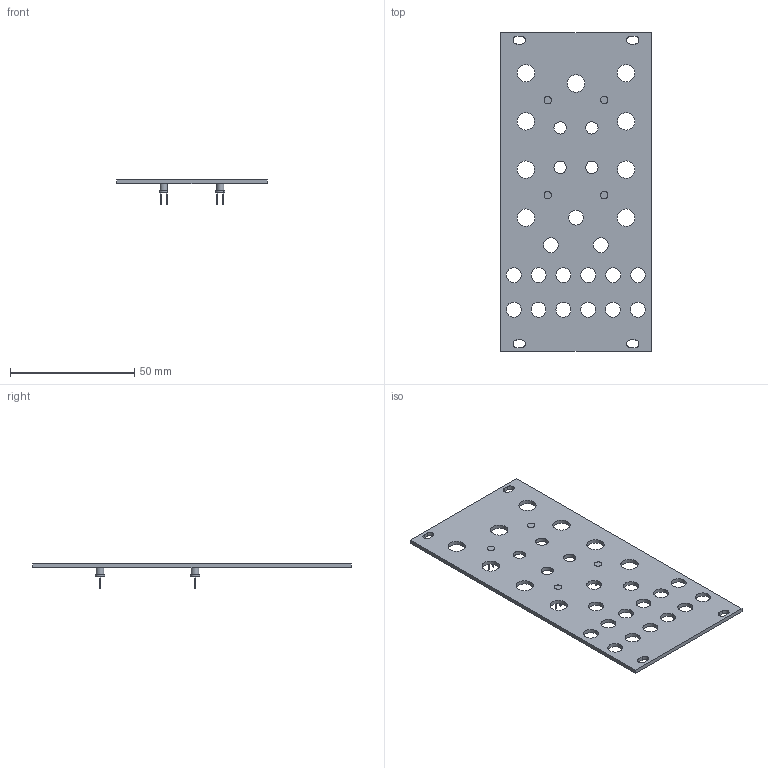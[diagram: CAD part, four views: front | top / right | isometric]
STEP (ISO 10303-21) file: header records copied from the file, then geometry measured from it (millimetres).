
FILE_DESCRIPTION(('KiCad electronic assembly'),'2;1');
FILE_NAME('Ampelope_Panel.step','2021-09-10T14:51:19',('Pcbnew'),( 'Kicad'),'Open CASCADE STEP processor 7.5','KiCad to STEP converter' ,'Unknown');
FILE_SCHEMA(('AUTOMOTIVE_DESIGN { 1 0 10303 214 1 1 1 1 }'));
Length unit declared in the file: millimetre
Products named in the file (4): Ampelope_Panel 1; LED_D3.0mm_FlatTop; SOLID; COMPOUND
Assembly tree (6 placements, depth 3):
  Ampelope_Panel 1
    LED_D3.0mm_FlatTop  x4
      SOLID
    COMPOUND
Bounding box: 60.8 x 128.5 x 9.8 mm (x, y, z)
Volume: 11179.6 mm3; surface area: 15736.5 mm2
Topology: 5 solids, 5 shells, 118 faces, 296 edges, 196 vertices
Faces by surface type: bspline 64, cylinder 40, plane 14
Full cylindrical faces by diameter (mm): 3 x4, 5 x4, 6 x15, 7 x9
Entity records: 5066 total; most frequent: CARTESIAN_POINT 1017, DIRECTION 670, ORIENTED_EDGE 382, PCURVE 382, DEFINITIONAL_REPRESENTATION 382, LINE 308, VECTOR 308, EDGE_CURVE 191
